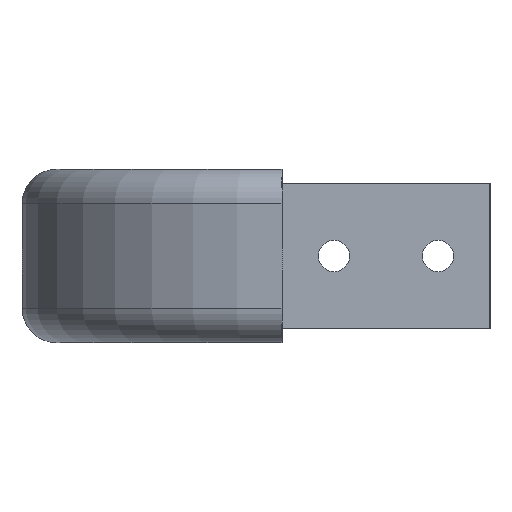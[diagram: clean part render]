
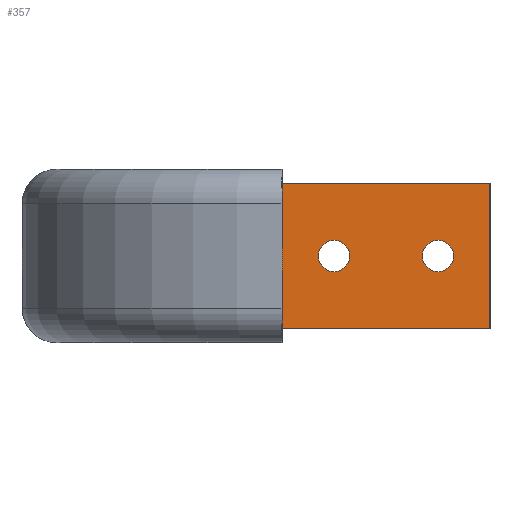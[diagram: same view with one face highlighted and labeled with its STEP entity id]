
A CAD part, left-side view. The second image highlights one B-rep face of the part: STEP entity #357.
In plain terms, the highlighted planar face has unit normal (-1, 0, 0).
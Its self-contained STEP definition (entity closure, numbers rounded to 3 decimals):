
#2 = CARTESIAN_POINT ( 'NONE',  ( -170.5, -55., 10.5 ) ) ;
#7 = EDGE_CURVE ( 'NONE', #364, #1260, #955, .T. ) ;
#15 = CARTESIAN_POINT ( 'NONE',  ( -170.5, -55., -10.5 ) ) ;
#22 = VERTEX_POINT ( 'NONE', #709 ) ;
#27 = DIRECTION ( 'NONE',  ( 1., 0., 0. ) ) ;
#44 = DIRECTION ( 'NONE',  ( 0., 0., -1. ) ) ;
#59 = CARTESIAN_POINT ( 'NONE',  ( -170.5, -32.5, 0. ) ) ;
#81 = EDGE_CURVE ( 'NONE', #1433, #367, #376, .T. ) ;
#106 = CARTESIAN_POINT ( 'NONE',  ( -170.5, -47.5, 2.25 ) ) ;
#135 = AXIS2_PLACEMENT_3D ( 'NONE', #228, #27, #1290 ) ;
#191 = DIRECTION ( 'NONE',  ( -1., 0., 0. ) ) ;
#228 = CARTESIAN_POINT ( 'NONE',  ( -170.5, -55., -10.5 ) ) ;
#273 = ORIENTED_EDGE ( 'NONE', *, *, #409, .F. ) ;
#275 = VECTOR ( 'NONE', #44, 1000. ) ;
#303 = EDGE_CURVE ( 'NONE', #436, #22, #755, .T. ) ;
#310 = VERTEX_POINT ( 'NONE', #341 ) ;
#330 = ORIENTED_EDGE ( 'NONE', *, *, #901, .F. ) ;
#337 = DIRECTION ( 'NONE',  ( -1., 0., 0. ) ) ;
#341 = CARTESIAN_POINT ( 'NONE',  ( -170.5, -25., 10.5 ) ) ;
#355 = CARTESIAN_POINT ( 'NONE',  ( -170.5, -47.5, 0. ) ) ;
#357 = ADVANCED_FACE ( 'NONE', ( #1358, #1348, #799 ), #551, .F. ) ;
#364 = VERTEX_POINT ( 'NONE', #1071 ) ;
#367 = VERTEX_POINT ( 'NONE', #578 ) ;
#376 = CIRCLE ( 'NONE', #1017, 2.25 ) ;
#409 = EDGE_CURVE ( 'NONE', #22, #436, #445, .T. ) ;
#413 = CARTESIAN_POINT ( 'NONE',  ( -170.5, -25., -10.5 ) ) ;
#428 = DIRECTION ( 'NONE',  ( 0., 0., 1. ) ) ;
#434 = DIRECTION ( 'NONE',  ( 0., 1., 0. ) ) ;
#436 = VERTEX_POINT ( 'NONE', #1063 ) ;
#445 = CIRCLE ( 'NONE', #1275, 2.25 ) ;
#462 = EDGE_CURVE ( 'NONE', #310, #530, #748, .T. ) ;
#530 = VERTEX_POINT ( 'NONE', #413 ) ;
#549 = ORIENTED_EDGE ( 'NONE', *, *, #1132, .F. ) ;
#550 = CARTESIAN_POINT ( 'NONE',  ( -170.5, -47.5, 0. ) ) ;
#551 = PLANE ( 'NONE',  #135 ) ;
#578 = CARTESIAN_POINT ( 'NONE',  ( -170.5, -47.5, -2.25 ) ) ;
#593 = ORIENTED_EDGE ( 'NONE', *, *, #7, .F. ) ;
#603 = DIRECTION ( 'NONE',  ( 0., 0., 1. ) ) ;
#684 = DIRECTION ( 'NONE',  ( 0., 1., 0. ) ) ;
#709 = CARTESIAN_POINT ( 'NONE',  ( -170.5, -32.5, 2.25 ) ) ;
#710 = EDGE_CURVE ( 'NONE', #364, #310, #909, .T. ) ;
#744 = EDGE_LOOP ( 'NONE', ( #1191, #549, #593, #987 ) ) ;
#748 = LINE ( 'NONE', #1204, #275 ) ;
#755 = CIRCLE ( 'NONE', #1092, 2.25 ) ;
#799 = FACE_OUTER_BOUND ( 'NONE', #744, .T. ) ;
#800 = VECTOR ( 'NONE', #834, 1000. ) ;
#834 = DIRECTION ( 'NONE',  ( 0., 0., -1. ) ) ;
#835 = DIRECTION ( 'NONE',  ( -1., 0., 0. ) ) ;
#901 = EDGE_CURVE ( 'NONE', #367, #1433, #922, .T. ) ;
#909 = LINE ( 'NONE', #2, #1225 ) ;
#922 = CIRCLE ( 'NONE', #1157, 2.25 ) ;
#924 = DIRECTION ( 'NONE',  ( -1., 0., 0. ) ) ;
#933 = EDGE_LOOP ( 'NONE', ( #1065, #330 ) ) ;
#955 = LINE ( 'NONE', #1181, #800 ) ;
#987 = ORIENTED_EDGE ( 'NONE', *, *, #710, .T. ) ;
#999 = DIRECTION ( 'NONE',  ( 0., 0., 1. ) ) ;
#1017 = AXIS2_PLACEMENT_3D ( 'NONE', #355, #337, #999 ) ;
#1032 = CARTESIAN_POINT ( 'NONE',  ( -170.5, -32.5, 0. ) ) ;
#1063 = CARTESIAN_POINT ( 'NONE',  ( -170.5, -32.5, -2.25 ) ) ;
#1065 = ORIENTED_EDGE ( 'NONE', *, *, #81, .F. ) ;
#1071 = CARTESIAN_POINT ( 'NONE',  ( -170.5, -55., 10.5 ) ) ;
#1092 = AXIS2_PLACEMENT_3D ( 'NONE', #1032, #924, #1353 ) ;
#1132 = EDGE_CURVE ( 'NONE', #1260, #530, #1136, .T. ) ;
#1136 = LINE ( 'NONE', #15, #1300 ) ;
#1157 = AXIS2_PLACEMENT_3D ( 'NONE', #550, #191, #428 ) ;
#1167 = CARTESIAN_POINT ( 'NONE',  ( -170.5, -55., -10.5 ) ) ;
#1181 = CARTESIAN_POINT ( 'NONE',  ( -170.5, -55., -10.5 ) ) ;
#1191 = ORIENTED_EDGE ( 'NONE', *, *, #462, .T. ) ;
#1204 = CARTESIAN_POINT ( 'NONE',  ( -170.5, -25., -10.5 ) ) ;
#1209 = EDGE_LOOP ( 'NONE', ( #273, #1240 ) ) ;
#1225 = VECTOR ( 'NONE', #434, 1000. ) ;
#1240 = ORIENTED_EDGE ( 'NONE', *, *, #303, .F. ) ;
#1260 = VERTEX_POINT ( 'NONE', #1167 ) ;
#1275 = AXIS2_PLACEMENT_3D ( 'NONE', #59, #835, #603 ) ;
#1290 = DIRECTION ( 'NONE',  ( 0., 1., 0. ) ) ;
#1300 = VECTOR ( 'NONE', #684, 1000. ) ;
#1348 = FACE_BOUND ( 'NONE', #933, .T. ) ;
#1353 = DIRECTION ( 'NONE',  ( 0., 0., 1. ) ) ;
#1358 = FACE_BOUND ( 'NONE', #1209, .T. ) ;
#1433 = VERTEX_POINT ( 'NONE', #106 ) ;
